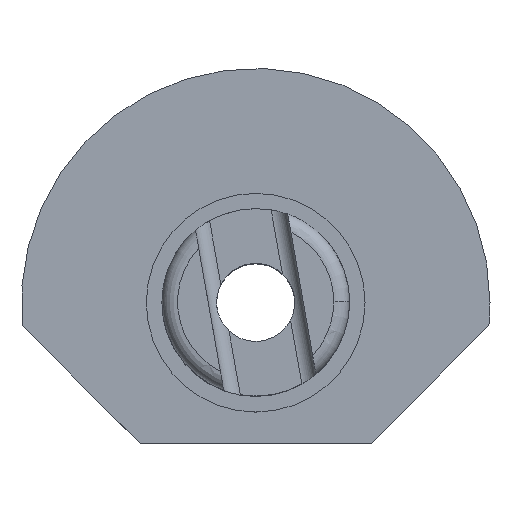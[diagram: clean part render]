
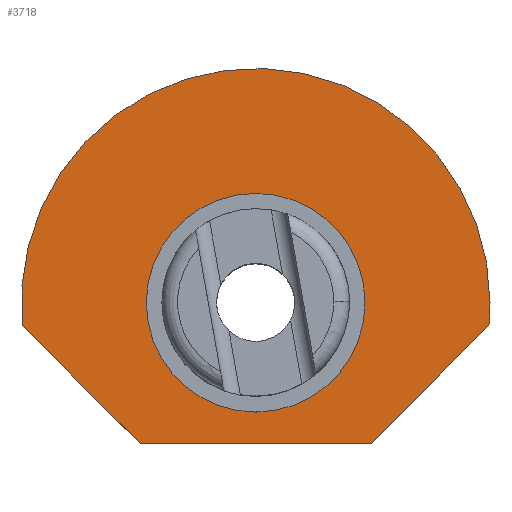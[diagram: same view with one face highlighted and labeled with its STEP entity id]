
A CAD part, top view. The second image highlights one B-rep face of the part: STEP entity #3718.
In plain terms, the highlighted planar face has unit normal (0, 0, 1).
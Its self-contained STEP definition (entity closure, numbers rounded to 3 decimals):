
#3010 = CYLINDRICAL_SURFACE('',#3011,3.5);
#3011 = AXIS2_PLACEMENT_3D('',#3012,#3013,#3014);
#3012 = CARTESIAN_POINT('',(0.,0.,3.6));
#3013 = DIRECTION('',(-0.,0.,-1.));
#3014 = DIRECTION('',(1.,0.,0.));
#3190 = PLANE('',#3191);
#3191 = AXIS2_PLACEMENT_3D('',#3192,#3193,#3194);
#3192 = CARTESIAN_POINT('',(0.,-8.2,0.));
#3193 = DIRECTION('',(-0.707,0.707,0.));
#3194 = DIRECTION('',(0.707,0.707,0.));
#3246 = PLANE('',#3247);
#3247 = AXIS2_PLACEMENT_3D('',#3248,#3249,#3250);
#3248 = CARTESIAN_POINT('',(-19.598,11.398,0.));
#3249 = DIRECTION('',(0.707,0.707,0.));
#3250 = DIRECTION('',(0.707,-0.707,0.));
#3338 = VERTEX_POINT('',#3339);
#3339 = CARTESIAN_POINT('',(3.5,0.,3.4));
#3360 = EDGE_CURVE('',#3338,#3338,#3361,.T.);
#3361 = SURFACE_CURVE('',#3362,(#3367,#3374),.PCURVE_S1.);
#3362 = CIRCLE('',#3363,3.5);
#3363 = AXIS2_PLACEMENT_3D('',#3364,#3365,#3366);
#3364 = CARTESIAN_POINT('',(0.,0.,3.4));
#3365 = DIRECTION('',(0.,0.,-1.));
#3366 = DIRECTION('',(1.,0.,0.));
#3367 = PCURVE('',#3010,#3368);
#3368 = DEFINITIONAL_REPRESENTATION('',(#3369),#3373);
#3369 = LINE('',#3370,#3371);
#3370 = CARTESIAN_POINT('',(0.,0.2));
#3371 = VECTOR('',#3372,1.);
#3372 = DIRECTION('',(1.,0.));
#3373 = ( GEOMETRIC_REPRESENTATION_CONTEXT(2) 
PARAMETRIC_REPRESENTATION_CONTEXT() REPRESENTATION_CONTEXT('2D SPACE',''
  ) );
#3374 = PCURVE('',#3375,#3380);
#3375 = PLANE('',#3376);
#3376 = AXIS2_PLACEMENT_3D('',#3377,#3378,#3379);
#3377 = CARTESIAN_POINT('',(0.,0.,3.4));
#3378 = DIRECTION('',(-0.,0.,-1.));
#3379 = DIRECTION('',(1.,0.,0.));
#3380 = DEFINITIONAL_REPRESENTATION('',(#3381),#3385);
#3381 = CIRCLE('',#3382,3.5);
#3382 = AXIS2_PLACEMENT_2D('',#3383,#3384);
#3383 = CARTESIAN_POINT('',(0.,0.));
#3384 = DIRECTION('',(1.,-0.));
#3385 = ( GEOMETRIC_REPRESENTATION_CONTEXT(2) 
PARAMETRIC_REPRESENTATION_CONTEXT() REPRESENTATION_CONTEXT('2D SPACE',''
  ) );
#3431 = CYLINDRICAL_SURFACE('',#3432,7.5);
#3432 = AXIS2_PLACEMENT_3D('',#3433,#3434,#3435);
#3433 = CARTESIAN_POINT('',(0.,0.,3.4));
#3434 = DIRECTION('',(-0.,0.,-1.));
#3435 = DIRECTION('',(1.,0.,0.));
#3460 = CYLINDRICAL_SURFACE('',#3461,7.5);
#3461 = AXIS2_PLACEMENT_3D('',#3462,#3463,#3464);
#3462 = CARTESIAN_POINT('',(0.,0.,3.4));
#3463 = DIRECTION('',(-0.,0.,-1.));
#3464 = DIRECTION('',(1.,0.,0.));
#3525 = VERTEX_POINT('',#3526);
#3526 = CARTESIAN_POINT('',(3.7,-4.5,3.4));
#3540 = PLANE('',#3541);
#3541 = AXIS2_PLACEMENT_3D('',#3542,#3543,#3544);
#3542 = CARTESIAN_POINT('',(31.115,-4.5,2.5));
#3543 = DIRECTION('',(0.,1.,0.));
#3544 = DIRECTION('',(0.,0.,1.));
#3552 = EDGE_CURVE('',#3553,#3525,#3555,.T.);
#3553 = VERTEX_POINT('',#3554);
#3554 = CARTESIAN_POINT('',(7.464,-0.736,3.4));
#3555 = SURFACE_CURVE('',#3556,(#3560,#3567),.PCURVE_S1.);
#3556 = LINE('',#3557,#3558);
#3557 = CARTESIAN_POINT('',(2.05,-6.15,3.4));
#3558 = VECTOR('',#3559,1.);
#3559 = DIRECTION('',(-0.707,-0.707,0.));
#3560 = PCURVE('',#3190,#3561);
#3561 = DEFINITIONAL_REPRESENTATION('',(#3562),#3566);
#3562 = LINE('',#3563,#3564);
#3563 = CARTESIAN_POINT('',(2.899,-3.4));
#3564 = VECTOR('',#3565,1.);
#3565 = DIRECTION('',(-1.,0.));
#3566 = ( GEOMETRIC_REPRESENTATION_CONTEXT(2) 
PARAMETRIC_REPRESENTATION_CONTEXT() REPRESENTATION_CONTEXT('2D SPACE',''
  ) );
#3567 = PCURVE('',#3375,#3568);
#3568 = DEFINITIONAL_REPRESENTATION('',(#3569),#3573);
#3569 = LINE('',#3570,#3571);
#3570 = CARTESIAN_POINT('',(2.05,6.15));
#3571 = VECTOR('',#3572,1.);
#3572 = DIRECTION('',(-0.707,0.707));
#3573 = ( GEOMETRIC_REPRESENTATION_CONTEXT(2) 
PARAMETRIC_REPRESENTATION_CONTEXT() REPRESENTATION_CONTEXT('2D SPACE',''
  ) );
#3652 = VERTEX_POINT('',#3653);
#3653 = CARTESIAN_POINT('',(-7.464,-0.736,3.4));
#3674 = EDGE_CURVE('',#3675,#3652,#3677,.T.);
#3675 = VERTEX_POINT('',#3676);
#3676 = CARTESIAN_POINT('',(-3.7,-4.5,3.4));
#3677 = SURFACE_CURVE('',#3678,(#3682,#3689),.PCURVE_S1.);
#3678 = LINE('',#3679,#3680);
#3679 = CARTESIAN_POINT('',(-11.849,3.649,3.4));
#3680 = VECTOR('',#3681,1.);
#3681 = DIRECTION('',(-0.707,0.707,0.));
#3682 = PCURVE('',#3246,#3683);
#3683 = DEFINITIONAL_REPRESENTATION('',(#3684),#3688);
#3684 = LINE('',#3685,#3686);
#3685 = CARTESIAN_POINT('',(10.959,-3.4));
#3686 = VECTOR('',#3687,1.);
#3687 = DIRECTION('',(-1.,0.));
#3688 = ( GEOMETRIC_REPRESENTATION_CONTEXT(2) 
PARAMETRIC_REPRESENTATION_CONTEXT() REPRESENTATION_CONTEXT('2D SPACE',''
  ) );
#3689 = PCURVE('',#3375,#3690);
#3690 = DEFINITIONAL_REPRESENTATION('',(#3691),#3695);
#3691 = LINE('',#3692,#3693);
#3692 = CARTESIAN_POINT('',(-11.849,-3.649));
#3693 = VECTOR('',#3694,1.);
#3694 = DIRECTION('',(-0.707,-0.707));
#3695 = ( GEOMETRIC_REPRESENTATION_CONTEXT(2) 
PARAMETRIC_REPRESENTATION_CONTEXT() REPRESENTATION_CONTEXT('2D SPACE',''
  ) );
#3718 = ADVANCED_FACE('',(#3719,#3790),#3375,.F.);
#3719 = FACE_BOUND('',#3720,.T.);
#3720 = EDGE_LOOP('',(#3721,#3745,#3767,#3768,#3789));
#3721 = ORIENTED_EDGE('',*,*,#3722,.F.);
#3722 = EDGE_CURVE('',#3723,#3553,#3725,.T.);
#3723 = VERTEX_POINT('',#3724);
#3724 = CARTESIAN_POINT('',(7.5,0.,3.4));
#3725 = SURFACE_CURVE('',#3726,(#3731,#3738),.PCURVE_S1.);
#3726 = CIRCLE('',#3727,7.5);
#3727 = AXIS2_PLACEMENT_3D('',#3728,#3729,#3730);
#3728 = CARTESIAN_POINT('',(0.,0.,3.4));
#3729 = DIRECTION('',(0.,0.,-1.));
#3730 = DIRECTION('',(1.,0.,0.));
#3731 = PCURVE('',#3375,#3732);
#3732 = DEFINITIONAL_REPRESENTATION('',(#3733),#3737);
#3733 = CIRCLE('',#3734,7.5);
#3734 = AXIS2_PLACEMENT_2D('',#3735,#3736);
#3735 = CARTESIAN_POINT('',(0.,0.));
#3736 = DIRECTION('',(1.,-0.));
#3737 = ( GEOMETRIC_REPRESENTATION_CONTEXT(2) 
PARAMETRIC_REPRESENTATION_CONTEXT() REPRESENTATION_CONTEXT('2D SPACE',''
  ) );
#3738 = PCURVE('',#3460,#3739);
#3739 = DEFINITIONAL_REPRESENTATION('',(#3740),#3744);
#3740 = LINE('',#3741,#3742);
#3741 = CARTESIAN_POINT('',(0.,0.));
#3742 = VECTOR('',#3743,1.);
#3743 = DIRECTION('',(1.,0.));
#3744 = ( GEOMETRIC_REPRESENTATION_CONTEXT(2) 
PARAMETRIC_REPRESENTATION_CONTEXT() REPRESENTATION_CONTEXT('2D SPACE',''
  ) );
#3745 = ORIENTED_EDGE('',*,*,#3746,.F.);
#3746 = EDGE_CURVE('',#3652,#3723,#3747,.T.);
#3747 = SURFACE_CURVE('',#3748,(#3753,#3760),.PCURVE_S1.);
#3748 = CIRCLE('',#3749,7.5);
#3749 = AXIS2_PLACEMENT_3D('',#3750,#3751,#3752);
#3750 = CARTESIAN_POINT('',(0.,0.,3.4));
#3751 = DIRECTION('',(0.,0.,-1.));
#3752 = DIRECTION('',(1.,0.,0.));
#3753 = PCURVE('',#3375,#3754);
#3754 = DEFINITIONAL_REPRESENTATION('',(#3755),#3759);
#3755 = CIRCLE('',#3756,7.5);
#3756 = AXIS2_PLACEMENT_2D('',#3757,#3758);
#3757 = CARTESIAN_POINT('',(0.,0.));
#3758 = DIRECTION('',(1.,-0.));
#3759 = ( GEOMETRIC_REPRESENTATION_CONTEXT(2) 
PARAMETRIC_REPRESENTATION_CONTEXT() REPRESENTATION_CONTEXT('2D SPACE',''
  ) );
#3760 = PCURVE('',#3431,#3761);
#3761 = DEFINITIONAL_REPRESENTATION('',(#3762),#3766);
#3762 = LINE('',#3763,#3764);
#3763 = CARTESIAN_POINT('',(0.,0.));
#3764 = VECTOR('',#3765,1.);
#3765 = DIRECTION('',(1.,0.));
#3766 = ( GEOMETRIC_REPRESENTATION_CONTEXT(2) 
PARAMETRIC_REPRESENTATION_CONTEXT() REPRESENTATION_CONTEXT('2D SPACE',''
  ) );
#3767 = ORIENTED_EDGE('',*,*,#3674,.F.);
#3768 = ORIENTED_EDGE('',*,*,#3769,.F.);
#3769 = EDGE_CURVE('',#3525,#3675,#3770,.T.);
#3770 = SURFACE_CURVE('',#3771,(#3775,#3782),.PCURVE_S1.);
#3771 = LINE('',#3772,#3773);
#3772 = CARTESIAN_POINT('',(15.558,-4.5,3.4));
#3773 = VECTOR('',#3774,1.);
#3774 = DIRECTION('',(-1.,0.,0.));
#3775 = PCURVE('',#3375,#3776);
#3776 = DEFINITIONAL_REPRESENTATION('',(#3777),#3781);
#3777 = LINE('',#3778,#3779);
#3778 = CARTESIAN_POINT('',(15.558,4.5));
#3779 = VECTOR('',#3780,1.);
#3780 = DIRECTION('',(-1.,0.));
#3781 = ( GEOMETRIC_REPRESENTATION_CONTEXT(2) 
PARAMETRIC_REPRESENTATION_CONTEXT() REPRESENTATION_CONTEXT('2D SPACE',''
  ) );
#3782 = PCURVE('',#3540,#3783);
#3783 = DEFINITIONAL_REPRESENTATION('',(#3784),#3788);
#3784 = LINE('',#3785,#3786);
#3785 = CARTESIAN_POINT('',(0.9,-15.558));
#3786 = VECTOR('',#3787,1.);
#3787 = DIRECTION('',(0.,-1.));
#3788 = ( GEOMETRIC_REPRESENTATION_CONTEXT(2) 
PARAMETRIC_REPRESENTATION_CONTEXT() REPRESENTATION_CONTEXT('2D SPACE',''
  ) );
#3789 = ORIENTED_EDGE('',*,*,#3552,.F.);
#3790 = FACE_BOUND('',#3791,.T.);
#3791 = EDGE_LOOP('',(#3792));
#3792 = ORIENTED_EDGE('',*,*,#3360,.T.);
